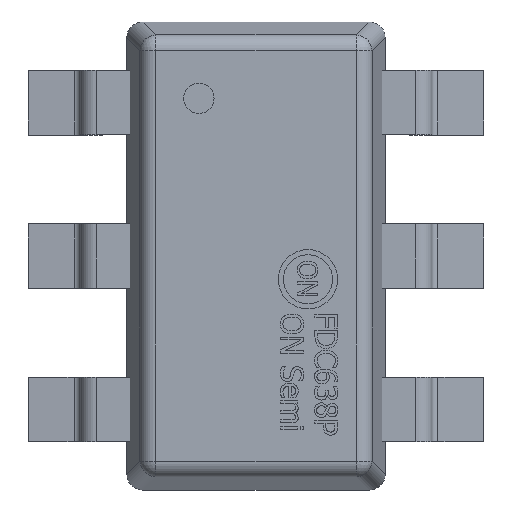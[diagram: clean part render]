
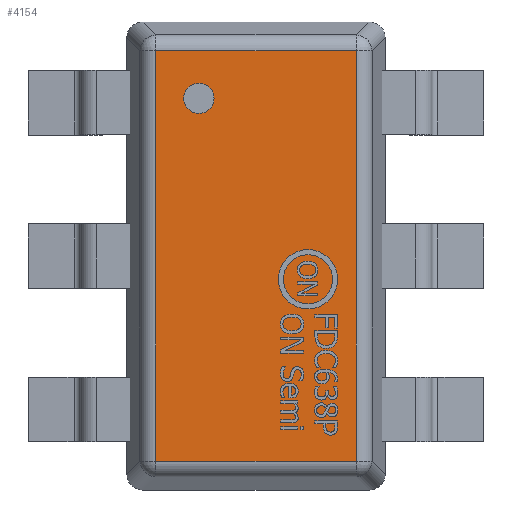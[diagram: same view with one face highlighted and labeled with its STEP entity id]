
A CAD part, top view. The second image highlights one B-rep face of the part: STEP entity #4154.
In plain terms, the highlighted planar face has unit normal (0, 0, 1).
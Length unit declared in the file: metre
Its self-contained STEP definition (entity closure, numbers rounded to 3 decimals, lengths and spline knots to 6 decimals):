
#1594 = EDGE_CURVE( '', #4528, #4529, #4530, .T. );
#2974 = EDGE_CURVE( '', #5607, #4528, #6640, .T. );
#3124 = EDGE_CURVE( '', #6832, #5607, #6833, .T. );
#3392 = EDGE_CURVE( '', #4529, #6832, #7155, .T. );
#4154 = ADVANCED_FACE( '', ( #8059 ), #8060, .T. );
#4528 = VERTEX_POINT( '', #8532 );
#4529 = VERTEX_POINT( '', #8533 );
#4530 = LINE( '', #8534, #8535 );
#5607 = VERTEX_POINT( '', #10139 );
#6640 = LINE( '', #11788, #11789 );
#6832 = VERTEX_POINT( '', #12110 );
#6833 = LINE( '', #12111, #12112 );
#7155 = LINE( '', #12675, #12676 );
#8059 = FACE_OUTER_BOUND( '', #14205, .T. );
#8060 = PLANE( '', #14206 );
#8532 = CARTESIAN_POINT( '', ( -0.000622, -0.001272, 0.0011 ) );
#8533 = CARTESIAN_POINT( '', ( -0.000622, 0.001272, 0.0011 ) );
#8534 = CARTESIAN_POINT( '', ( -0.000622, 0.000363, 0.0011 ) );
#8535 = VECTOR( '', #14571, 1. );
#10139 = CARTESIAN_POINT( '', ( 0.000622, -0.001272, 0.0011 ) );
#11788 = CARTESIAN_POINT( '', ( -0.0002, -0.001272, 0.0011 ) );
#11789 = VECTOR( '', #17225, 1. );
#12110 = CARTESIAN_POINT( '', ( 0.000622, 0.001272, 0.0011 ) );
#12111 = CARTESIAN_POINT( '', ( 0.000622, -0.000363, 0.0011 ) );
#12112 = VECTOR( '', #17502, 1. );
#12675 = CARTESIAN_POINT( '', ( 0.0002, 0.001272, 0.0011 ) );
#12676 = VECTOR( '', #17895, 1. );
#14205 = EDGE_LOOP( '', ( #19373, #19374, #19375, #19376 ) );
#14206 = AXIS2_PLACEMENT_3D( '', #19377, #19378, #19379 );
#14571 = DIRECTION( '', ( 0., 1., 0. ) );
#17225 = DIRECTION( '', ( -1., 0., 0. ) );
#17502 = DIRECTION( '', ( 0., -1., 0. ) );
#17895 = DIRECTION( '', ( 1., 0., 0. ) );
#19373 = ORIENTED_EDGE( '', *, *, #3392, .F. );
#19374 = ORIENTED_EDGE( '', *, *, #1594, .F. );
#19375 = ORIENTED_EDGE( '', *, *, #2974, .F. );
#19376 = ORIENTED_EDGE( '', *, *, #3124, .F. );
#19377 = CARTESIAN_POINT( '', ( 0., 0., 0.0011 ) );
#19378 = DIRECTION( '', ( 0., 0., 1. ) );
#19379 = DIRECTION( '', ( 1., 0., 0. ) );
